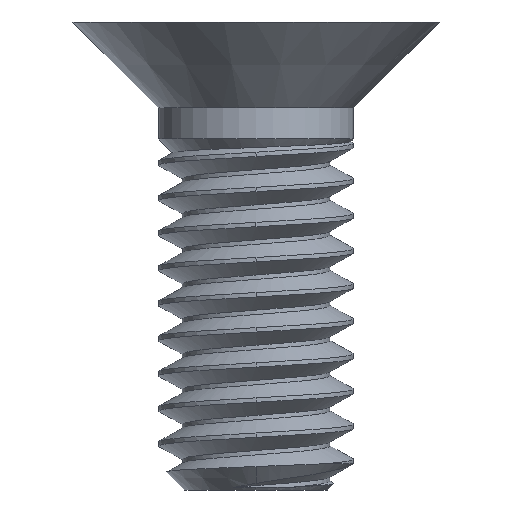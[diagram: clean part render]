
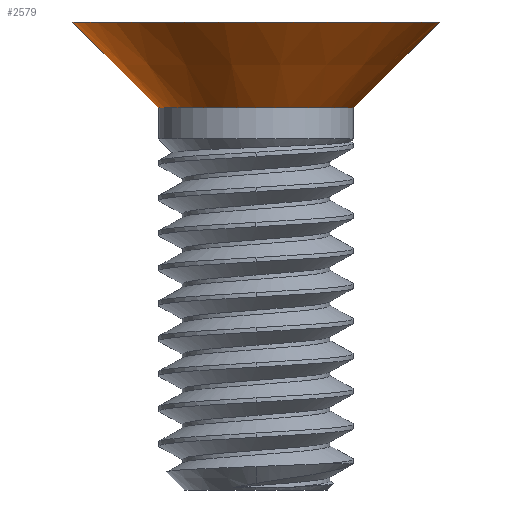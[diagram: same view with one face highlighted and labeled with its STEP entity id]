
A CAD part, front view. The second image highlights one B-rep face of the part: STEP entity #2579.
In plain terms, the highlighted conical face has half-angle 45 degrees and reference radius 2.35 mm.
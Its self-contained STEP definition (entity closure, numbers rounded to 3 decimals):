
#52 = CONICAL_SURFACE ( 'NONE', #3368, 2.35, 0.785 ) ;
#101 = CIRCLE ( 'NONE', #1222, 2.35 ) ;
#148 = VECTOR ( 'NONE', #3013, 1000. ) ;
#151 = LINE ( 'NONE', #1302, #148 ) ;
#170 = LINE ( 'NONE', #3163, #178 ) ;
#176 = CIRCLE ( 'NONE', #1031, 1.25 ) ;
#178 = VECTOR ( 'NONE', #3135, 1000. ) ;
#227 = VERTEX_POINT ( 'NONE', #519 ) ;
#257 = VERTEX_POINT ( 'NONE', #515 ) ;
#267 = FACE_OUTER_BOUND ( 'NONE', #2084, .T. ) ;
#515 = CARTESIAN_POINT ( 'NONE',  ( 1.25, 0., 0.4 ) ) ;
#519 = CARTESIAN_POINT ( 'NONE',  ( 2.35, 0., 1.5 ) ) ;
#699 = EDGE_CURVE ( 'NONE', #227, #918, #101, .T. ) ;
#741 = EDGE_CURVE ( 'NONE', #257, #227, #151, .T. ) ;
#761 = EDGE_CURVE ( 'NONE', #910, #918, #170, .T. ) ;
#762 = EDGE_CURVE ( 'NONE', #257, #910, #176, .T. ) ;
#910 = VERTEX_POINT ( 'NONE', #3039 ) ;
#918 = VERTEX_POINT ( 'NONE', #3103 ) ;
#1031 = AXIS2_PLACEMENT_3D ( 'NONE', #3162, #3165, #2979 ) ;
#1222 = AXIS2_PLACEMENT_3D ( 'NONE', #1461, #1460, #1459 ) ;
#1302 = CARTESIAN_POINT ( 'NONE',  ( 2.35, 0., 1.5 ) ) ;
#1459 = DIRECTION ( 'NONE',  ( -1., 0., 0. ) ) ;
#1460 = DIRECTION ( 'NONE',  ( 0., 0., -1. ) ) ;
#1461 = CARTESIAN_POINT ( 'NONE',  ( 0., 0., 1.5 ) ) ;
#2071 = DIRECTION ( 'NONE',  ( 1., 0., 0. ) ) ;
#2073 = DIRECTION ( 'NONE',  ( 0., 0., 1. ) ) ;
#2075 = CARTESIAN_POINT ( 'NONE',  ( 0., 0., 1.5 ) ) ;
#2084 = EDGE_LOOP ( 'NONE', ( #2153, #2350, #2156, #2176 ) ) ;
#2153 = ORIENTED_EDGE ( 'NONE', *, *, #761, .F. ) ;
#2156 = ORIENTED_EDGE ( 'NONE', *, *, #741, .T. ) ;
#2176 = ORIENTED_EDGE ( 'NONE', *, *, #699, .T. ) ;
#2350 = ORIENTED_EDGE ( 'NONE', *, *, #762, .F. ) ;
#2579 = ADVANCED_FACE ( 'NONE', ( #267 ), #52, .T. ) ;
#2979 = DIRECTION ( 'NONE',  ( 1., 0., 0. ) ) ;
#3013 = DIRECTION ( 'NONE',  ( 0.707, 0., 0.707 ) ) ;
#3039 = CARTESIAN_POINT ( 'NONE',  ( -1.25, 0., 0.4 ) ) ;
#3103 = CARTESIAN_POINT ( 'NONE',  ( -2.35, 0., 1.5 ) ) ;
#3135 = DIRECTION ( 'NONE',  ( -0.707, 0., 0.707 ) ) ;
#3162 = CARTESIAN_POINT ( 'NONE',  ( 0., 0., 0.4 ) ) ;
#3163 = CARTESIAN_POINT ( 'NONE',  ( -2.35, 0., 1.5 ) ) ;
#3165 = DIRECTION ( 'NONE',  ( 0., 0., -1. ) ) ;
#3368 = AXIS2_PLACEMENT_3D ( 'NONE', #2075, #2073, #2071 ) ;
